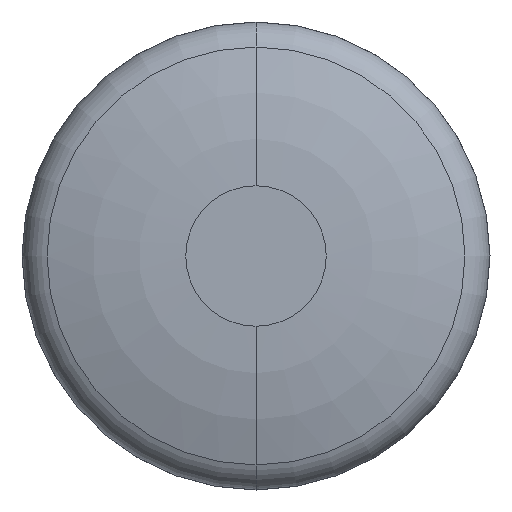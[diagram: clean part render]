
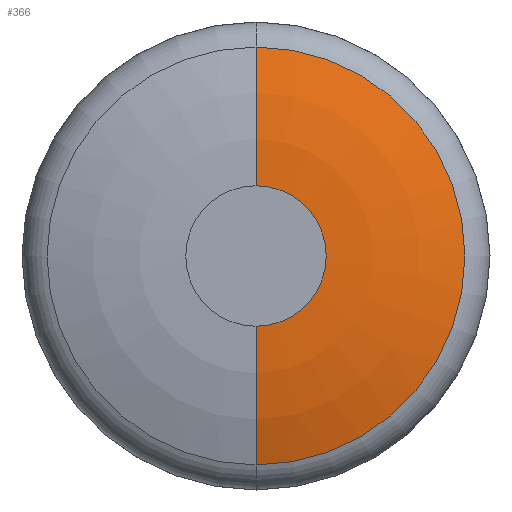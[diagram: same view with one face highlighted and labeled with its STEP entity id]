
A CAD part, front view. The second image highlights one B-rep face of the part: STEP entity #366.
In plain terms, the highlighted toroidal (fillet/blend) face has major radius 0.476 mm and minor radius 2.857 mm.
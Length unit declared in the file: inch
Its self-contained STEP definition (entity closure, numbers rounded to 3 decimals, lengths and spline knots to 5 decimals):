
#22 = DIRECTION ( 'NONE',  ( 1., 0., 0. ) ) ;
#39 = CARTESIAN_POINT ( 'NONE',  ( 0., 0., 0. ) ) ;
#49 = DIRECTION ( 'NONE',  ( 0., -1., 0. ) ) ;
#94 = CARTESIAN_POINT ( 'NONE',  ( 0., 0., 0.01875 ) ) ;
#106 = CARTESIAN_POINT ( 'NONE',  ( 0., 0.1125, 0.01875 ) ) ;
#135 = DIRECTION ( 'NONE',  ( 0., 0., -1. ) ) ;
#138 = DIRECTION ( 'NONE',  ( 0., 0., 1. ) ) ;
#144 = EDGE_CURVE ( 'NONE', #217, #439, #569, .T. ) ;
#152 = AXIS2_PLACEMENT_3D ( 'NONE', #106, #22, #430 ) ;
#160 = CARTESIAN_POINT ( 'NONE',  ( 0., 0., -0.01875 ) ) ;
#170 = EDGE_LOOP ( 'NONE', ( #535, #488, #229, #198 ) ) ;
#198 = ORIENTED_EDGE ( 'NONE', *, *, #482, .F. ) ;
#203 = CIRCLE ( 'NONE', #399, 0.1125 ) ;
#207 = CIRCLE ( 'NONE', #152, 0.1125 ) ;
#210 = EDGE_CURVE ( 'NONE', #572, #439, #207, .T. ) ;
#216 = AXIS2_PLACEMENT_3D ( 'NONE', #521, #49, #380 ) ;
#217 = VERTEX_POINT ( 'NONE', #160 ) ;
#229 = ORIENTED_EDGE ( 'NONE', *, *, #144, .F. ) ;
#272 = CARTESIAN_POINT ( 'NONE',  ( 0., 0.1125, 0. ) ) ;
#280 = AXIS2_PLACEMENT_3D ( 'NONE', #272, #489, #135 ) ;
#288 = CARTESIAN_POINT ( 'NONE',  ( 0., 0.00627, -0.05579 ) ) ;
#293 = DIRECTION ( 'NONE',  ( 0., -1., 0. ) ) ;
#321 = AXIS2_PLACEMENT_3D ( 'NONE', #39, #293, #475 ) ;
#324 = FACE_OUTER_BOUND ( 'NONE', #170, .T. ) ;
#327 = CARTESIAN_POINT ( 'NONE',  ( 0., 0.00627, 0.05579 ) ) ;
#331 = CARTESIAN_POINT ( 'NONE',  ( 0., 0.1125, -0.01875 ) ) ;
#340 = CIRCLE ( 'NONE', #216, 0.05579 ) ;
#366 = ADVANCED_FACE ( 'NONE', ( #324 ), #410, .T. ) ;
#380 = DIRECTION ( 'NONE',  ( 0., 0., -1. ) ) ;
#399 = AXIS2_PLACEMENT_3D ( 'NONE', #331, #474, #138 ) ;
#410 = TOROIDAL_SURFACE ( 'NONE', #280, 0.01875, 0.1125 ) ;
#430 = DIRECTION ( 'NONE',  ( 0., 0., -1. ) ) ;
#439 = VERTEX_POINT ( 'NONE', #94 ) ;
#472 = EDGE_CURVE ( 'NONE', #502, #572, #340, .T. ) ;
#474 = DIRECTION ( 'NONE',  ( -1., 0., 0. ) ) ;
#475 = DIRECTION ( 'NONE',  ( 0., 0., -1. ) ) ;
#482 = EDGE_CURVE ( 'NONE', #502, #217, #203, .T. ) ;
#488 = ORIENTED_EDGE ( 'NONE', *, *, #210, .T. ) ;
#489 = DIRECTION ( 'NONE',  ( 0., -1., 0. ) ) ;
#502 = VERTEX_POINT ( 'NONE', #288 ) ;
#521 = CARTESIAN_POINT ( 'NONE',  ( 0., 0.00627, 0. ) ) ;
#535 = ORIENTED_EDGE ( 'NONE', *, *, #472, .T. ) ;
#569 = CIRCLE ( 'NONE', #321, 0.01875 ) ;
#572 = VERTEX_POINT ( 'NONE', #327 ) ;
